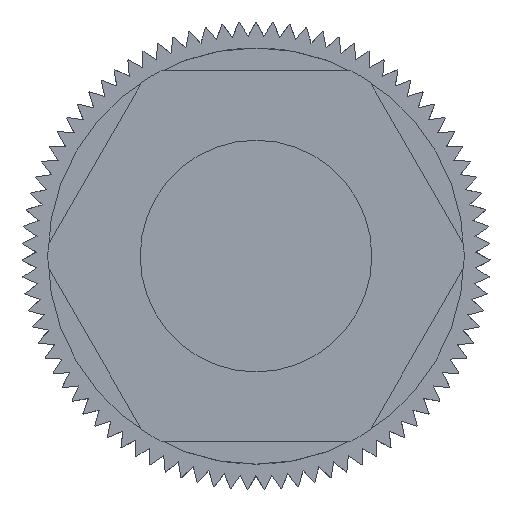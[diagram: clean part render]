
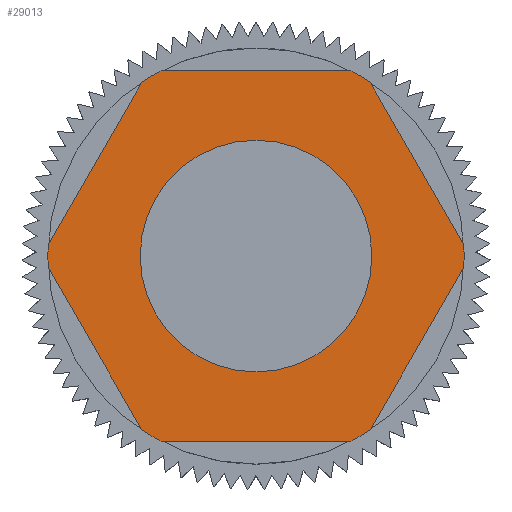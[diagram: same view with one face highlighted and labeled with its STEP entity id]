
A CAD part, front view. The second image highlights one B-rep face of the part: STEP entity #29013.
In plain terms, the highlighted planar face has unit normal (0, -1, 0).
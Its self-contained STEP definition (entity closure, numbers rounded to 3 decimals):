
#35 = ORIENTED_EDGE ( 'NONE', *, *, #11399, .T. ) ;
#75 = DIRECTION ( 'NONE',  ( 0., 0., 1. ) ) ;
#408 = CARTESIAN_POINT ( 'NONE',  ( -8.876, -54., -0.496 ) ) ;
#538 = CIRCLE ( 'NONE', #24753, 8.89 ) ;
#1045 = DIRECTION ( 'NONE',  ( 1., 0., 0. ) ) ;
#1227 = CARTESIAN_POINT ( 'NONE',  ( 0., -54., 0. ) ) ;
#1313 = CIRCLE ( 'NONE', #8675, 4.95 ) ;
#1670 = CARTESIAN_POINT ( 'NONE',  ( -4.008, -54., -7.935 ) ) ;
#1922 = AXIS2_PLACEMENT_3D ( 'NONE', #27361, #11833, #29941 ) ;
#2214 = CARTESIAN_POINT ( 'NONE',  ( 0., -54., 0. ) ) ;
#2277 = DIRECTION ( 'NONE',  ( 0.5, 0., -0.866 ) ) ;
#2646 = EDGE_LOOP ( 'NONE', ( #18784, #20399, #5389, #35, #17985, #19625, #11503, #4201, #22898, #7871, #5873, #4875 ) ) ;
#2769 = CARTESIAN_POINT ( 'NONE',  ( 4.868, -54., 7.439 ) ) ;
#2861 = EDGE_CURVE ( 'NONE', #16070, #22490, #13413, .T. ) ;
#2966 = CARTESIAN_POINT ( 'NONE',  ( -4.008, -54., 7.935 ) ) ;
#3237 = VERTEX_POINT ( 'NONE', #2966 ) ;
#3465 = CIRCLE ( 'NONE', #11253, 8.89 ) ;
#3860 = DIRECTION ( 'NONE',  ( 0., 0., 1. ) ) ;
#4080 = DIRECTION ( 'NONE',  ( 0., -1., 0. ) ) ;
#4201 = ORIENTED_EDGE ( 'NONE', *, *, #12049, .T. ) ;
#4489 = VECTOR ( 'NONE', #21545, 1000. ) ;
#4613 = CARTESIAN_POINT ( 'NONE',  ( 0., -54., 0. ) ) ;
#4867 = DIRECTION ( 'NONE',  ( 0., 0., -1. ) ) ;
#4875 = ORIENTED_EDGE ( 'NONE', *, *, #11772, .T. ) ;
#4942 = EDGE_CURVE ( 'NONE', #27248, #6771, #3465, .T. ) ;
#5066 = FACE_OUTER_BOUND ( 'NONE', #2646, .T. ) ;
#5272 = CARTESIAN_POINT ( 'NONE',  ( 4.008, -54., 7.935 ) ) ;
#5311 = VERTEX_POINT ( 'NONE', #2769 ) ;
#5389 = ORIENTED_EDGE ( 'NONE', *, *, #30821, .F. ) ;
#5489 = EDGE_CURVE ( 'NONE', #27248, #6839, #28153, .T. ) ;
#5643 = AXIS2_PLACEMENT_3D ( 'NONE', #4613, #22773, #7190 ) ;
#5797 = VERTEX_POINT ( 'NONE', #7889 ) ;
#5873 = ORIENTED_EDGE ( 'NONE', *, *, #12327, .F. ) ;
#5897 = CARTESIAN_POINT ( 'NONE',  ( 0., -54., 4.95 ) ) ;
#6771 = VERTEX_POINT ( 'NONE', #9170 ) ;
#6839 = VERTEX_POINT ( 'NONE', #1670 ) ;
#7190 = DIRECTION ( 'NONE',  ( 0., 0., 1. ) ) ;
#7472 = LINE ( 'NONE', #29633, #28179 ) ;
#7871 = ORIENTED_EDGE ( 'NONE', *, *, #33153, .T. ) ;
#7889 = CARTESIAN_POINT ( 'NONE',  ( 0., -54., -4.95 ) ) ;
#8675 = AXIS2_PLACEMENT_3D ( 'NONE', #2214, #20415, #4867 ) ;
#8835 = VERTEX_POINT ( 'NONE', #27079 ) ;
#9116 = CARTESIAN_POINT ( 'NONE',  ( 0., -54., 0. ) ) ;
#9170 = CARTESIAN_POINT ( 'NONE',  ( 4.868, -54., -7.439 ) ) ;
#11253 = AXIS2_PLACEMENT_3D ( 'NONE', #19653, #4080, #22266 ) ;
#11399 = EDGE_CURVE ( 'NONE', #12363, #6839, #12889, .T. ) ;
#11503 = ORIENTED_EDGE ( 'NONE', *, *, #17247, .F. ) ;
#11740 = DIRECTION ( 'NONE',  ( 0., 0., -1. ) ) ;
#11772 = EDGE_CURVE ( 'NONE', #3237, #22490, #14461, .T. ) ;
#11833 = DIRECTION ( 'NONE',  ( 0., -1., 0. ) ) ;
#12049 = EDGE_CURVE ( 'NONE', #8835, #18936, #33442, .T. ) ;
#12327 = EDGE_CURVE ( 'NONE', #3237, #21186, #7472, .T. ) ;
#12363 = VERTEX_POINT ( 'NONE', #24801 ) ;
#12771 = PLANE ( 'NONE',  #29152 ) ;
#12889 = CIRCLE ( 'NONE', #5643, 8.89 ) ;
#13413 = LINE ( 'NONE', #23688, #33231 ) ;
#13448 = ORIENTED_EDGE ( 'NONE', *, *, #28270, .F. ) ;
#13919 = CARTESIAN_POINT ( 'NONE',  ( -8.876, -54., 0.496 ) ) ;
#14108 = DIRECTION ( 'NONE',  ( 0., -1., 0. ) ) ;
#14461 = CIRCLE ( 'NONE', #1922, 8.89 ) ;
#15684 = DIRECTION ( 'NONE',  ( 0., -1., 0. ) ) ;
#16070 = VERTEX_POINT ( 'NONE', #13919 ) ;
#17247 = EDGE_CURVE ( 'NONE', #8835, #6771, #20809, .T. ) ;
#17985 = ORIENTED_EDGE ( 'NONE', *, *, #5489, .F. ) ;
#18010 = DIRECTION ( 'NONE',  ( 0., 0., 1. ) ) ;
#18316 = LINE ( 'NONE', #31917, #4489 ) ;
#18784 = ORIENTED_EDGE ( 'NONE', *, *, #2861, .F. ) ;
#18936 = VERTEX_POINT ( 'NONE', #23779 ) ;
#19441 = DIRECTION ( 'NONE',  ( 0., -1., 0. ) ) ;
#19625 = ORIENTED_EDGE ( 'NONE', *, *, #4942, .T. ) ;
#19653 = CARTESIAN_POINT ( 'NONE',  ( 0., -54., 0. ) ) ;
#20297 = LINE ( 'NONE', #22974, #33195 ) ;
#20399 = ORIENTED_EDGE ( 'NONE', *, *, #23578, .T. ) ;
#20415 = DIRECTION ( 'NONE',  ( 0., -1., 0. ) ) ;
#20610 = CARTESIAN_POINT ( 'NONE',  ( 6.872, -54., -3.967 ) ) ;
#20809 = LINE ( 'NONE', #20610, #27667 ) ;
#21186 = VERTEX_POINT ( 'NONE', #5272 ) ;
#21312 = VECTOR ( 'NONE', #21795, 1000. ) ;
#21545 = DIRECTION ( 'NONE',  ( -0.5, 0., 0.866 ) ) ;
#21795 = DIRECTION ( 'NONE',  ( -1., 0., 0. ) ) ;
#22202 = AXIS2_PLACEMENT_3D ( 'NONE', #31194, #15684, #75 ) ;
#22266 = DIRECTION ( 'NONE',  ( 0., 0., 1. ) ) ;
#22490 = VERTEX_POINT ( 'NONE', #29137 ) ;
#22746 = AXIS2_PLACEMENT_3D ( 'NONE', #9116, #27259, #11740 ) ;
#22773 = DIRECTION ( 'NONE',  ( 0., -1., 0. ) ) ;
#22898 = ORIENTED_EDGE ( 'NONE', *, *, #31203, .F. ) ;
#22974 = CARTESIAN_POINT ( 'NONE',  ( 6.872, -54., 3.968 ) ) ;
#23201 = DIRECTION ( 'NONE',  ( -0.5, 0., -0.866 ) ) ;
#23357 = DIRECTION ( 'NONE',  ( 0.5, 0., 0.866 ) ) ;
#23578 = EDGE_CURVE ( 'NONE', #16070, #30207, #538, .T. ) ;
#23688 = CARTESIAN_POINT ( 'NONE',  ( -6.872, -54., 3.967 ) ) ;
#23779 = CARTESIAN_POINT ( 'NONE',  ( 8.876, -54., 0.496 ) ) ;
#24470 = EDGE_CURVE ( 'NONE', #32022, #5797, #1313, .T. ) ;
#24710 = CIRCLE ( 'NONE', #28652, 8.89 ) ;
#24753 = AXIS2_PLACEMENT_3D ( 'NONE', #29634, #14108, #32252 ) ;
#24801 = CARTESIAN_POINT ( 'NONE',  ( -4.868, -54., -7.439 ) ) ;
#25319 = EDGE_LOOP ( 'NONE', ( #13448, #32893 ) ) ;
#26830 = CARTESIAN_POINT ( 'NONE',  ( 0., -54., -7.935 ) ) ;
#27079 = CARTESIAN_POINT ( 'NONE',  ( 8.876, -54., -0.496 ) ) ;
#27248 = VERTEX_POINT ( 'NONE', #31644 ) ;
#27259 = DIRECTION ( 'NONE',  ( 0., -1., 0. ) ) ;
#27361 = CARTESIAN_POINT ( 'NONE',  ( 0., -54., 0. ) ) ;
#27667 = VECTOR ( 'NONE', #23201, 1000. ) ;
#28153 = LINE ( 'NONE', #26830, #21312 ) ;
#28179 = VECTOR ( 'NONE', #1045, 1000. ) ;
#28270 = EDGE_CURVE ( 'NONE', #5797, #32022, #31979, .T. ) ;
#28652 = AXIS2_PLACEMENT_3D ( 'NONE', #1227, #19441, #3860 ) ;
#29013 = ADVANCED_FACE ( 'NONE', ( #31827, #5066 ), #12771, .F. ) ;
#29137 = CARTESIAN_POINT ( 'NONE',  ( -4.868, -54., 7.439 ) ) ;
#29152 = AXIS2_PLACEMENT_3D ( 'NONE', #30883, #33467, #18010 ) ;
#29633 = CARTESIAN_POINT ( 'NONE',  ( 0., -54., 7.935 ) ) ;
#29634 = CARTESIAN_POINT ( 'NONE',  ( 0., -54., 0. ) ) ;
#29941 = DIRECTION ( 'NONE',  ( 0., 0., 1. ) ) ;
#30207 = VERTEX_POINT ( 'NONE', #408 ) ;
#30821 = EDGE_CURVE ( 'NONE', #12363, #30207, #18316, .T. ) ;
#30883 = CARTESIAN_POINT ( 'NONE',  ( 0., -54., 0. ) ) ;
#31194 = CARTESIAN_POINT ( 'NONE',  ( 0., -54., 0. ) ) ;
#31203 = EDGE_CURVE ( 'NONE', #5311, #18936, #20297, .T. ) ;
#31644 = CARTESIAN_POINT ( 'NONE',  ( 4.008, -54., -7.935 ) ) ;
#31827 = FACE_BOUND ( 'NONE', #25319, .T. ) ;
#31917 = CARTESIAN_POINT ( 'NONE',  ( -6.872, -54., -3.967 ) ) ;
#31979 = CIRCLE ( 'NONE', #22746, 4.95 ) ;
#32022 = VERTEX_POINT ( 'NONE', #5897 ) ;
#32252 = DIRECTION ( 'NONE',  ( 0., 0., 1. ) ) ;
#32893 = ORIENTED_EDGE ( 'NONE', *, *, #24470, .F. ) ;
#33153 = EDGE_CURVE ( 'NONE', #5311, #21186, #24710, .T. ) ;
#33195 = VECTOR ( 'NONE', #2277, 1000. ) ;
#33231 = VECTOR ( 'NONE', #23357, 1000. ) ;
#33442 = CIRCLE ( 'NONE', #22202, 8.89 ) ;
#33467 = DIRECTION ( 'NONE',  ( 0., 1., 0. ) ) ;
